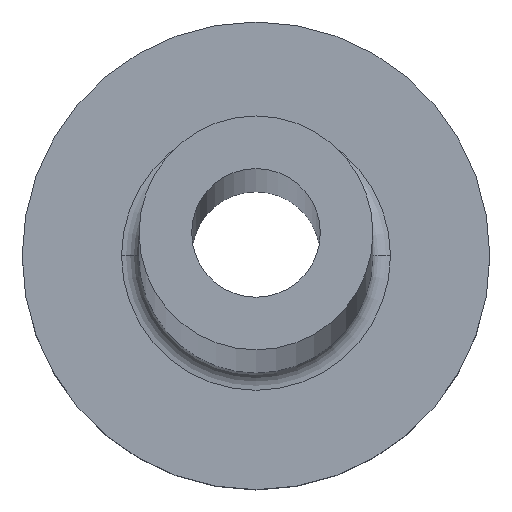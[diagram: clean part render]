
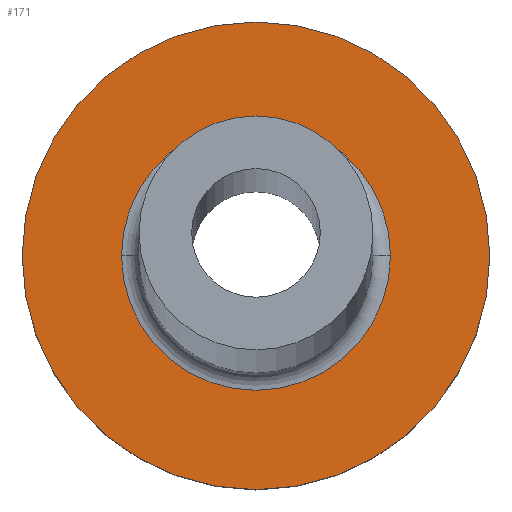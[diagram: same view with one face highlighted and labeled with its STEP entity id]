
A CAD part, top view. The second image highlights one B-rep face of the part: STEP entity #171.
In plain terms, the highlighted planar face has unit normal (0, 0, 1).
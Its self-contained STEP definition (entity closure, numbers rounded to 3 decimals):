
#1 = DIRECTION ( 'NONE',  ( 0., 0., 1. ) ) ;
#6 = CARTESIAN_POINT ( 'NONE',  ( 0., 0., 3. ) ) ;
#7 = DIRECTION ( 'NONE',  ( 0., 0., 1. ) ) ;
#21 = PLANE ( 'NONE',  #164 ) ;
#22 = EDGE_LOOP ( 'NONE', ( #75, #344 ) ) ;
#52 = VERTEX_POINT ( 'NONE', #195 ) ;
#55 = CARTESIAN_POINT ( 'NONE',  ( -4., 0., 3. ) ) ;
#59 = DIRECTION ( 'NONE',  ( 1., 0., 0. ) ) ;
#66 = ORIENTED_EDGE ( 'NONE', *, *, #275, .T. ) ;
#69 = CIRCLE ( 'NONE', #82, 2.3 ) ;
#75 = ORIENTED_EDGE ( 'NONE', *, *, #376, .T. ) ;
#76 = CIRCLE ( 'NONE', #127, 4. ) ;
#82 = AXIS2_PLACEMENT_3D ( 'NONE', #118, #240, #327 ) ;
#97 = CIRCLE ( 'NONE', #305, 2.3 ) ;
#118 = CARTESIAN_POINT ( 'NONE',  ( 0., 0., 3. ) ) ;
#122 = DIRECTION ( 'NONE',  ( 0., 0., -1. ) ) ;
#127 = AXIS2_PLACEMENT_3D ( 'NONE', #6, #7, #59 ) ;
#132 = EDGE_CURVE ( 'NONE', #197, #210, #184, .T. ) ;
#153 = DIRECTION ( 'NONE',  ( 1., 0., 0. ) ) ;
#164 = AXIS2_PLACEMENT_3D ( 'NONE', #203, #1, #258 ) ;
#170 = DIRECTION ( 'NONE',  ( 0., 0., 1. ) ) ;
#171 = ADVANCED_FACE ( 'NONE', ( #266, #174 ), #21, .T. ) ;
#174 = FACE_OUTER_BOUND ( 'NONE', #366, .T. ) ;
#183 = CARTESIAN_POINT ( 'NONE',  ( 4., 0., 3. ) ) ;
#184 = CIRCLE ( 'NONE', #311, 4. ) ;
#186 = CARTESIAN_POINT ( 'NONE',  ( -2.3, 0., 3. ) ) ;
#195 = CARTESIAN_POINT ( 'NONE',  ( 2.3, 0., 3. ) ) ;
#197 = VERTEX_POINT ( 'NONE', #55 ) ;
#203 = CARTESIAN_POINT ( 'NONE',  ( 0., 0., 3. ) ) ;
#207 = CARTESIAN_POINT ( 'NONE',  ( 0., 0., 3. ) ) ;
#210 = VERTEX_POINT ( 'NONE', #183 ) ;
#229 = DIRECTION ( 'NONE',  ( 1., 0., 0. ) ) ;
#233 = VERTEX_POINT ( 'NONE', #186 ) ;
#240 = DIRECTION ( 'NONE',  ( 0., 0., -1. ) ) ;
#244 = CARTESIAN_POINT ( 'NONE',  ( 0., 0., 3. ) ) ;
#258 = DIRECTION ( 'NONE',  ( 1., 0., 0. ) ) ;
#266 = FACE_BOUND ( 'NONE', #22, .T. ) ;
#269 = ORIENTED_EDGE ( 'NONE', *, *, #132, .T. ) ;
#275 = EDGE_CURVE ( 'NONE', #210, #197, #76, .T. ) ;
#295 = EDGE_CURVE ( 'NONE', #233, #52, #69, .T. ) ;
#305 = AXIS2_PLACEMENT_3D ( 'NONE', #244, #122, #153 ) ;
#311 = AXIS2_PLACEMENT_3D ( 'NONE', #207, #170, #229 ) ;
#327 = DIRECTION ( 'NONE',  ( 1., 0., 0. ) ) ;
#344 = ORIENTED_EDGE ( 'NONE', *, *, #295, .T. ) ;
#366 = EDGE_LOOP ( 'NONE', ( #269, #66 ) ) ;
#376 = EDGE_CURVE ( 'NONE', #52, #233, #97, .T. ) ;
